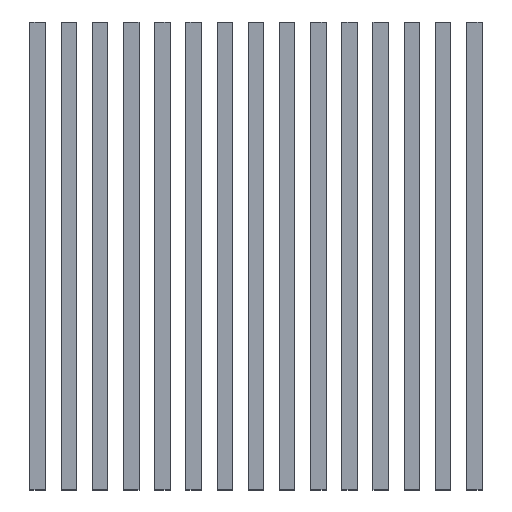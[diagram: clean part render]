
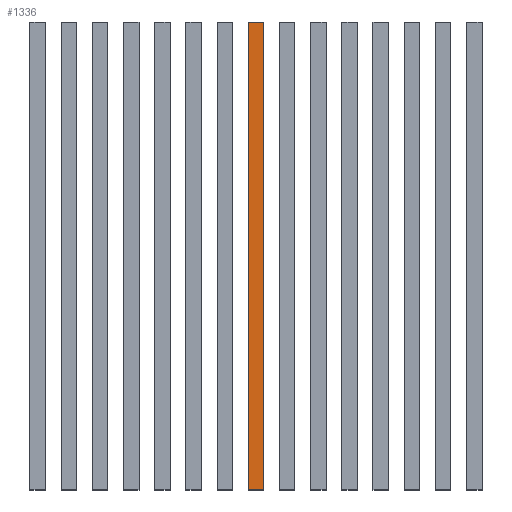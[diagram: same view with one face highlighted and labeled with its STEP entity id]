
A CAD part, top view. The second image highlights one B-rep face of the part: STEP entity #1336.
In plain terms, the highlighted planar face has unit normal (0, 0, 1).
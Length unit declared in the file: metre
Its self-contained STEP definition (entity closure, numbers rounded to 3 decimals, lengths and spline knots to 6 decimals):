
#46=FACE_OUTER_BOUND('',#136,.T.);
#136=EDGE_LOOP('',(#895,#896,#897,#898));
#226=LINE('',#1912,#406);
#231=LINE('',#1922,#411);
#232=LINE('',#1925,#412);
#233=LINE('',#1926,#413);
#406=VECTOR('',#1548,0.01);
#411=VECTOR('',#1557,0.01);
#412=VECTOR('',#1560,0.01);
#413=VECTOR('',#1561,0.01);
#583=VERTEX_POINT('',#1905);
#586=VERTEX_POINT('',#1910);
#589=VERTEX_POINT('',#1920);
#590=VERTEX_POINT('',#1924);
#706=EDGE_CURVE('',#586,#583,#226,.T.);
#711=EDGE_CURVE('',#586,#589,#231,.T.);
#712=EDGE_CURVE('',#590,#589,#232,.T.);
#713=EDGE_CURVE('',#583,#590,#233,.T.);
#895=ORIENTED_EDGE('',*,*,#711,.T.);
#896=ORIENTED_EDGE('',*,*,#712,.F.);
#897=ORIENTED_EDGE('',*,*,#713,.F.);
#898=ORIENTED_EDGE('',*,*,#706,.F.);
#1246=PLANE('',#1454);
#1336=ADVANCED_FACE('',(#46),#1246,.T.);
#1454=AXIS2_PLACEMENT_3D('',#1923,#1558,#1559);
#1548=DIRECTION('',(-1.,0.,0.));
#1557=DIRECTION('',(0.,1.,0.));
#1558=DIRECTION('center_axis',(0.,0.,1.));
#1559=DIRECTION('ref_axis',(1.,0.,0.));
#1560=DIRECTION('',(1.,0.,0.));
#1561=DIRECTION('',(0.,1.,0.));
#1905=CARTESIAN_POINT('',(0.,-0.75,0.));
#1910=CARTESIAN_POINT('',(0.05,-0.75,0.));
#1912=CARTESIAN_POINT('',(0.,-0.75,0.));
#1920=CARTESIAN_POINT('',(0.05,0.75,0.));
#1922=CARTESIAN_POINT('',(0.05,0.,0.));
#1923=CARTESIAN_POINT('Origin',(0.,0.,0.));
#1924=CARTESIAN_POINT('',(0.,0.75,0.));
#1925=CARTESIAN_POINT('',(0.,0.75,0.));
#1926=CARTESIAN_POINT('',(0.,0.,0.));
